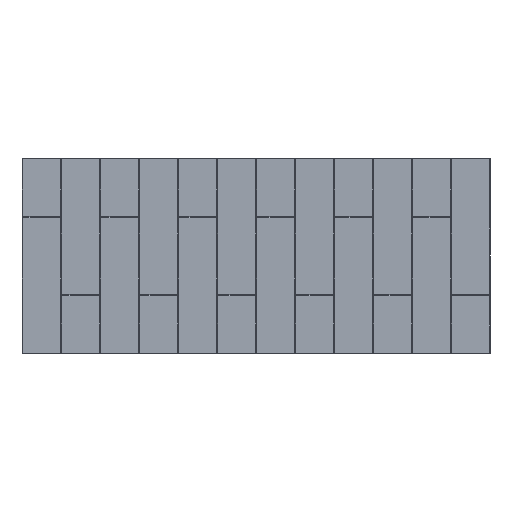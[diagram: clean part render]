
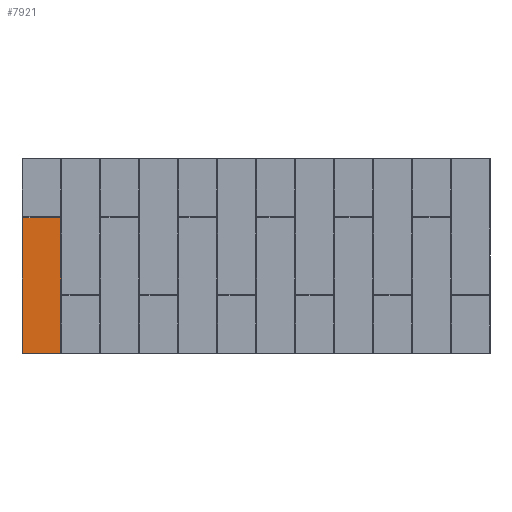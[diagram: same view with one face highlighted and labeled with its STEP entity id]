
A CAD part, top view. The second image highlights one B-rep face of the part: STEP entity #7921.
In plain terms, the highlighted planar face has unit normal (0, 0, 1).
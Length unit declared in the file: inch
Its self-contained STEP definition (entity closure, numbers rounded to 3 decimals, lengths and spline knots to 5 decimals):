
#179 = VECTOR ( 'NONE', #10389, 39.37008 ) ;
#522 = AXIS2_PLACEMENT_3D ( 'NONE', #1408, #9998, #8490 ) ;
#755 = CARTESIAN_POINT ( 'NONE',  ( -18.08697, -12.08813, 0.1875 ) ) ;
#866 = CARTESIAN_POINT ( 'NONE',  ( -18.0945, -12.08478, 0.1875 ) ) ;
#1408 = CARTESIAN_POINT ( 'NONE',  ( 0., 0., 0.1875 ) ) ;
#1742 = DIRECTION ( 'NONE',  ( -1., 0., 0. ) ) ;
#1892 = VECTOR ( 'NONE', #10331, 39.37008 ) ;
#1960 = CARTESIAN_POINT ( 'NONE',  ( -23.91522, -12.09385, 0.1875 ) ) ;
#2190 = CARTESIAN_POINT ( 'NONE',  ( -23.91444, -12.09055, 0.1875 ) ) ;
#2479 = EDGE_CURVE ( 'NONE', #10922, #2666, #15486, .T. ) ;
#2580 = ORIENTED_EDGE ( 'NONE', *, *, #10565, .T. ) ;
#2604 = CARTESIAN_POINT ( 'NONE',  ( -18.08478, -12.09279, 0.1875 ) ) ;
#2666 = VERTEX_POINT ( 'NONE', #11311 ) ;
#2713 = CARTESIAN_POINT ( 'NONE',  ( -18.09386, -12.08478, 0.1875 ) ) ;
#3081 = EDGE_CURVE ( 'NONE', #11606, #15031, #3243, .T. ) ;
#3243 = LINE ( 'NONE', #17058, #1892 ) ;
#4457 = CARTESIAN_POINT ( 'NONE',  ( -18.08478, -12.0945, 0.1875 ) ) ;
#4890 = ORIENTED_EDGE ( 'NONE', *, *, #3081, .T. ) ;
#5186 = B_SPLINE_CURVE_WITH_KNOTS ( 'NONE', 3,
 ( #10556, #1960, #5328, #21460, #2190, #14489, #12766, #11011, #12527, #17739 ),
 .UNSPECIFIED., .F., .F.,
 ( 4, 2, 2, 2, 4 ),
 ( 0., 0.12821, 0.33333, 0.66154, 1. ),
 .UNSPECIFIED. ) ;
#5225 = CARTESIAN_POINT ( 'NONE',  ( -18.0945, -12.08478, 0.1875 ) ) ;
#5228 = CARTESIAN_POINT ( 'NONE',  ( 0., -12.08478, 0.1875 ) ) ;
#5328 = CARTESIAN_POINT ( 'NONE',  ( -23.91515, -12.0932, 0.1875 ) ) ;
#5540 = DIRECTION ( 'NONE',  ( 1., 0., 0. ) ) ;
#5786 = CARTESIAN_POINT ( 'NONE',  ( -23.9055, -12.08478, 0.1875 ) ) ;
#6081 = ORIENTED_EDGE ( 'NONE', *, *, #6172, .F. ) ;
#6172 = EDGE_CURVE ( 'NONE', #14062, #2666, #14474, .T. ) ;
#6428 = CARTESIAN_POINT ( 'NONE',  ( -18.09153, -12.08519, 0.1875 ) ) ;
#7921 = ADVANCED_FACE ( 'NONE', ( #19393 ), #17313, .T. ) ;
#7943 = CARTESIAN_POINT ( 'NONE',  ( -18.0882, -12.08692, 0.1875 ) ) ;
#8296 = CARTESIAN_POINT ( 'NONE',  ( -18.08478, 0., 0.1875 ) ) ;
#8490 = DIRECTION ( 'NONE',  ( 1., 0., 0. ) ) ;
#8710 = LINE ( 'NONE', #5228, #9982 ) ;
#9982 = VECTOR ( 'NONE', #1742, 39.37008 ) ;
#9998 = DIRECTION ( 'NONE',  ( 0., 0., 1. ) ) ;
#10331 = DIRECTION ( 'NONE',  ( 0., -1., 0. ) ) ;
#10389 = DIRECTION ( 'NONE',  ( 0., 1., 0. ) ) ;
#10556 = CARTESIAN_POINT ( 'NONE',  ( -23.91522, -12.0945, 0.1875 ) ) ;
#10565 = EDGE_CURVE ( 'NONE', #15031, #10922, #21441, .T. ) ;
#10922 = VERTEX_POINT ( 'NONE', #13097 ) ;
#11011 = CARTESIAN_POINT ( 'NONE',  ( -23.90893, -12.08525, 0.1875 ) ) ;
#11155 = CARTESIAN_POINT ( 'NONE',  ( -23.91522, -12.0945, 0.1875 ) ) ;
#11311 = CARTESIAN_POINT ( 'NONE',  ( -18.08478, -12.0945, 0.1875 ) ) ;
#11606 = VERTEX_POINT ( 'NONE', #11155 ) ;
#11823 = VERTEX_POINT ( 'NONE', #5786 ) ;
#12527 = CARTESIAN_POINT ( 'NONE',  ( -23.90721, -12.08478, 0.1875 ) ) ;
#12766 = CARTESIAN_POINT ( 'NONE',  ( -23.91186, -12.08697, 0.1875 ) ) ;
#12995 = ORIENTED_EDGE ( 'NONE', *, *, #18478, .F. ) ;
#13097 = CARTESIAN_POINT ( 'NONE',  ( -18.08478, -33., 0.1875 ) ) ;
#14062 = VERTEX_POINT ( 'NONE', #5225 ) ;
#14474 = B_SPLINE_CURVE_WITH_KNOTS ( 'NONE', 3,
 ( #866, #2713, #20351, #6428, #18723, #7943, #755, #21998, #2604, #4457 ),
 .UNSPECIFIED., .F., .F.,
 ( 4, 2, 2, 2, 4 ),
 ( 0., 0.12821, 0.33333, 0.66154, 1. ),
 .UNSPECIFIED. ) ;
#14489 = CARTESIAN_POINT ( 'NONE',  ( -23.91308, -12.08819, 0.1875 ) ) ;
#15031 = VERTEX_POINT ( 'NONE', #19386 ) ;
#15315 = VECTOR ( 'NONE', #5540, 39.37008 ) ;
#15486 = LINE ( 'NONE', #8296, #179 ) ;
#17058 = CARTESIAN_POINT ( 'NONE',  ( -23.91522, 0., 0.1875 ) ) ;
#17313 = PLANE ( 'NONE',  #522 ) ;
#17739 = CARTESIAN_POINT ( 'NONE',  ( -23.9055, -12.08478, 0.1875 ) ) ;
#17924 = ORIENTED_EDGE ( 'NONE', *, *, #2479, .T. ) ;
#18478 = EDGE_CURVE ( 'NONE', #11606, #11823, #5186, .T. ) ;
#18723 = CARTESIAN_POINT ( 'NONE',  ( -18.09055, -12.08556, 0.1875 ) ) ;
#18742 = EDGE_LOOP ( 'NONE', ( #4890, #2580, #17924, #6081, #20109, #12995 ) ) ;
#19386 = CARTESIAN_POINT ( 'NONE',  ( -23.91522, -33., 0.1875 ) ) ;
#19393 = FACE_OUTER_BOUND ( 'NONE', #18742, .T. ) ;
#20109 = ORIENTED_EDGE ( 'NONE', *, *, #20535, .T. ) ;
#20351 = CARTESIAN_POINT ( 'NONE',  ( -18.0932, -12.08485, 0.1875 ) ) ;
#20535 = EDGE_CURVE ( 'NONE', #14062, #11823, #8710, .T. ) ;
#21441 = LINE ( 'NONE', #21683, #15315 ) ;
#21460 = CARTESIAN_POINT ( 'NONE',  ( -23.91481, -12.09153, 0.1875 ) ) ;
#21683 = CARTESIAN_POINT ( 'NONE',  ( 0., -33., 0.1875 ) ) ;
#21998 = CARTESIAN_POINT ( 'NONE',  ( -18.08525, -12.09106, 0.1875 ) ) ;
